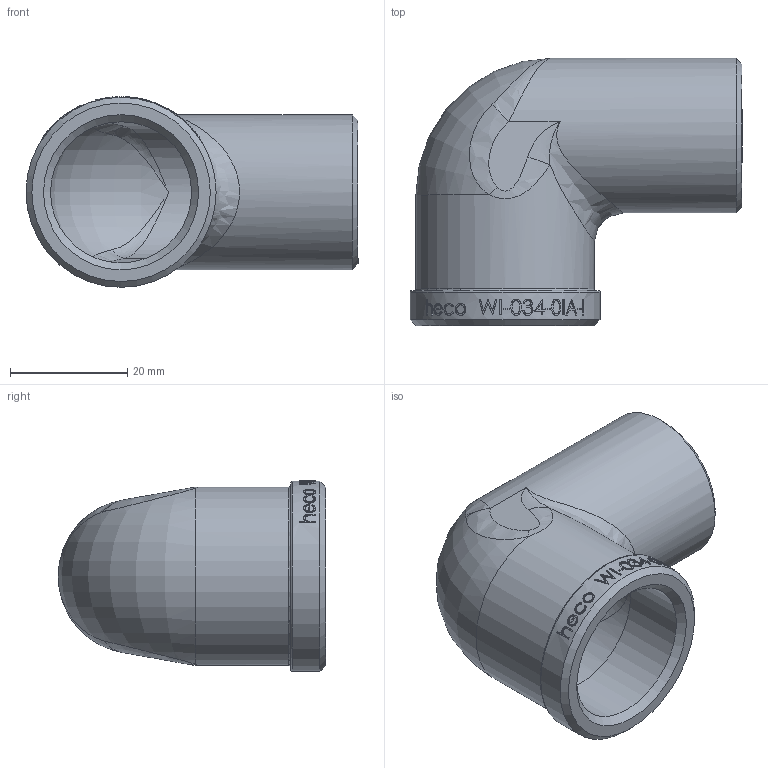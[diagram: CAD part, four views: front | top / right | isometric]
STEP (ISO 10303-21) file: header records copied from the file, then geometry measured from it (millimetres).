
FILE_DESCRIPTION (( 'STEP AP214' ), '1' );
FILE_NAME ('heco_WI-034-0IA-I.STEP', '2015-11-03T09:18:27', ( 'test' ), ( '' ), 'SwSTEP 2.0', 'SolidWorks 2011', '' );
FILE_SCHEMA (( 'AUTOMOTIVE_DESIGN' ));
Length unit declared in the file: millimetre
Products named in the file (1): heco_WI-034-0IA-I
Bounding box: 56.75 x 45.72 x 32.6 mm (x, y, z)
Volume: 13199 mm3; surface area: 11949.1 mm2
Topology: 1 solids, 1 shells, 209 faces, 530 edges, 340 vertices
Faces by surface type: bspline 104, plane 67, cylinder 29, cone 5, torus 4
Full cylindrical faces by diameter (mm): 20 x1, 23.041 x1, 24.117 x1, 26.441 x1, 27.1 x1, 30.5 x1, 32.5 x1
Entity records: 19296 total; most frequent: CARTESIAN_POINT 12935, ORIENTED_EDGE 1006, EDGE_CURVE 503, DIRECTION 479, VERTEX_POINT 335, B_SPLINE_CURVE_WITH_KNOTS 321, EDGE_LOOP 250, FACE_OUTER_BOUND 218
